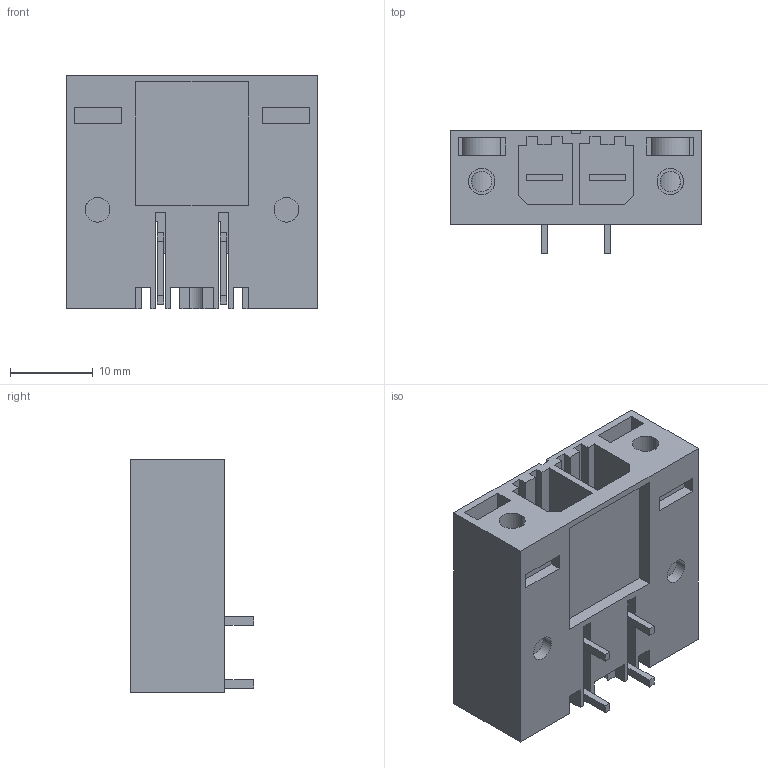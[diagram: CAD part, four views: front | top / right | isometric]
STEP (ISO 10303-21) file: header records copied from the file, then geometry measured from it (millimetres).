
FILE_DESCRIPTION(('CATIA V5 STEP Exchange','CAx-IF Rec.Pracs.--- Model Styling and Organization---1.2---2011-12-15'),'2;1');
FILE_NAME ('D1459387_0_1930490000_1930490000.stp','2017-04-28T06:53:30+00:00',('none'),('Weidmueller'),'CATIA Version 5-6 Release 2014','CATIA V5 STEP AP214','none');
FILE_SCHEMA(('AUTOMOTIVE_DESIGN { 1 0 10303 214 1 1 1 1 }'));
Length unit declared in the file: millimetre
Products named in the file (1): 1930490000
Bounding box: 30.48 x 14.9 x 28.3 mm (x, y, z)
Volume: 5012.8 mm3; surface area: 7778.4 mm2
Topology: 5 solids, 5 shells, 266 faces, 728 edges, 485 vertices
Faces by surface type: plane 234, cylinder 32
Entity records: 8334 total; most frequent: CARTESIAN_POINT 1505, ORIENTED_EDGE 1456, DIRECTION 1157, EDGE_CURVE 728, VECTOR 662, LINE 662, VERTEX_POINT 485, EDGE_LOOP 295
